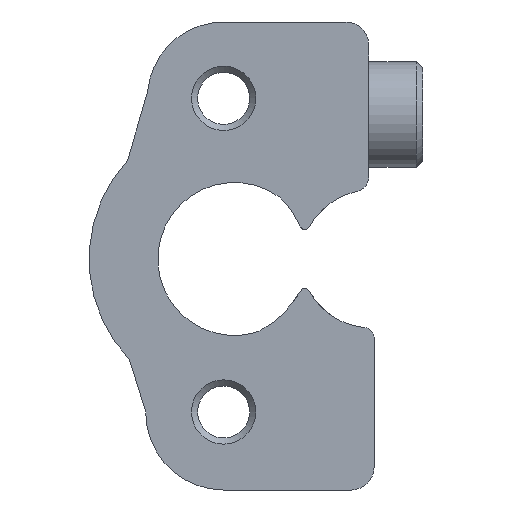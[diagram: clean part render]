
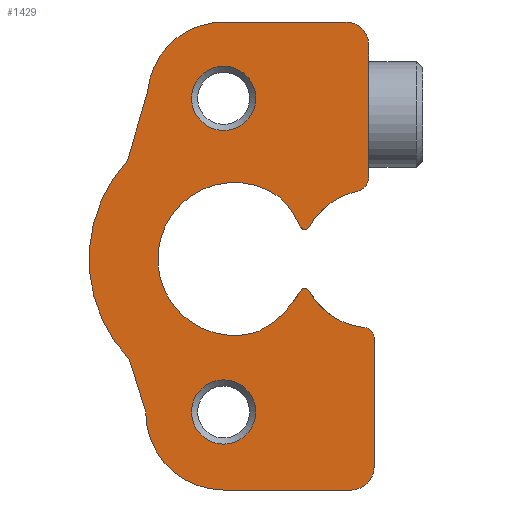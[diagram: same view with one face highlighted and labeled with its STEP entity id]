
A CAD part, front view. The second image highlights one B-rep face of the part: STEP entity #1429.
In plain terms, the highlighted planar face has unit normal (0, -1, 0).
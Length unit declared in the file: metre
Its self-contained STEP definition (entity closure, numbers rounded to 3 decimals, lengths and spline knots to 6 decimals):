
#34=B_SPLINE_CURVE_WITH_KNOTS('',3,(#2355,#2356,#2357,#2358),
 .UNSPECIFIED.,.F.,.F.,(4,4),(0.,1.),.UNSPECIFIED.);
#35=B_SPLINE_CURVE_WITH_KNOTS('',3,(#2369,#2370,#2371,#2372),
 .UNSPECIFIED.,.F.,.F.,(4,4),(0.,1.),.UNSPECIFIED.);
#114=PLANE('',#1603);
#131=CIRCLE('',#1478,0.0015);
#133=CIRCLE('',#1481,0.0015);
#138=CIRCLE('',#1488,0.001);
#145=CIRCLE('',#1500,0.00065);
#149=CIRCLE('',#1507,0.005279);
#150=CIRCLE('',#1509,0.005279);
#173=CIRCLE('',#1558,0.0021);
#174=CIRCLE('',#1560,0.0021);
#178=CIRCLE('',#1573,0.0051);
#180=CIRCLE('',#1577,0.00499);
#183=CIRCLE('',#1581,0.0045);
#184=CIRCLE('',#1583,0.0095);
#192=CIRCLE('',#1604,0.0045);
#193=CIRCLE('',#1605,0.0045);
#194=CIRCLE('',#1606,0.002);
#195=CIRCLE('',#1607,0.005);
#433=ORIENTED_EDGE('',*,*,#714,.F.);
#434=ORIENTED_EDGE('',*,*,#713,.F.);
#435=ORIENTED_EDGE('',*,*,#732,.T.);
#436=ORIENTED_EDGE('',*,*,#607,.T.);
#437=ORIENTED_EDGE('',*,*,#638,.F.);
#438=ORIENTED_EDGE('',*,*,#636,.T.);
#439=ORIENTED_EDGE('',*,*,#757,.T.);
#440=ORIENTED_EDGE('',*,*,#720,.T.);
#441=ORIENTED_EDGE('',*,*,#699,.T.);
#442=ORIENTED_EDGE('',*,*,#698,.F.);
#443=ORIENTED_EDGE('',*,*,#758,.F.);
#444=ORIENTED_EDGE('',*,*,#648,.F.);
#445=ORIENTED_EDGE('',*,*,#759,.F.);
#446=ORIENTED_EDGE('',*,*,#760,.T.);
#447=ORIENTED_EDGE('',*,*,#651,.F.);
#448=ORIENTED_EDGE('',*,*,#761,.T.);
#449=ORIENTED_EDGE('',*,*,#701,.T.);
#450=ORIENTED_EDGE('',*,*,#704,.F.);
#451=ORIENTED_EDGE('',*,*,#743,.T.);
#452=ORIENTED_EDGE('',*,*,#623,.T.);
#453=ORIENTED_EDGE('',*,*,#749,.T.);
#454=ORIENTED_EDGE('',*,*,#611,.T.);
#455=ORIENTED_EDGE('',*,*,#728,.T.);
#456=ORIENTED_EDGE('',*,*,#740,.F.);
#457=ORIENTED_EDGE('',*,*,#681,.T.);
#458=ORIENTED_EDGE('',*,*,#744,.T.);
#459=ORIENTED_EDGE('',*,*,#737,.F.);
#460=ORIENTED_EDGE('',*,*,#734,.T.);
#607=EDGE_CURVE('',#798,#799,#131,.T.);
#611=EDGE_CURVE('',#802,#803,#133,.T.);
#623=EDGE_CURVE('',#815,#814,#138,.T.);
#636=EDGE_CURVE('',#827,#826,#145,.T.);
#638=EDGE_CURVE('',#827,#799,#953,.T.);
#648=EDGE_CURVE('',#835,#836,#149,.T.);
#651=EDGE_CURVE('',#838,#839,#150,.T.);
#681=EDGE_CURVE('',#863,#865,#972,.T.);
#698=EDGE_CURVE('',#881,#882,#975,.T.);
#699=EDGE_CURVE('',#878,#882,#34,.T.);
#701=EDGE_CURVE('',#884,#883,#35,.T.);
#704=EDGE_CURVE('',#885,#883,#979,.T.);
#713=EDGE_CURVE('',#894,#894,#173,.T.);
#714=EDGE_CURVE('',#895,#895,#174,.T.);
#720=EDGE_CURVE('',#898,#878,#985,.T.);
#728=EDGE_CURVE('',#803,#904,#989,.T.);
#732=EDGE_CURVE('',#907,#798,#993,.T.);
#734=EDGE_CURVE('',#908,#907,#178,.T.);
#737=EDGE_CURVE('',#908,#910,#996,.T.);
#740=EDGE_CURVE('',#863,#904,#180,.T.);
#743=EDGE_CURVE('',#885,#815,#183,.T.);
#744=EDGE_CURVE('',#865,#910,#184,.T.);
#749=EDGE_CURVE('',#814,#802,#1000,.T.);
#757=EDGE_CURVE('',#826,#898,#192,.T.);
#758=EDGE_CURVE('',#836,#881,#193,.T.);
#759=EDGE_CURVE('',#918,#835,#194,.T.);
#760=EDGE_CURVE('',#918,#839,#195,.T.);
#761=EDGE_CURVE('',#838,#884,#1004,.T.);
#798=VERTEX_POINT('',#2103);
#799=VERTEX_POINT('',#2104);
#802=VERTEX_POINT('',#2112);
#803=VERTEX_POINT('',#2113);
#814=VERTEX_POINT('',#2140);
#815=VERTEX_POINT('',#2142);
#826=VERTEX_POINT('',#2170);
#827=VERTEX_POINT('',#2172);
#835=VERTEX_POINT('',#2194);
#836=VERTEX_POINT('',#2196);
#838=VERTEX_POINT('',#2208);
#839=VERTEX_POINT('',#2209);
#863=VERTEX_POINT('',#2280);
#865=VERTEX_POINT('',#2284);
#878=VERTEX_POINT('',#2342);
#881=VERTEX_POINT('',#2352);
#882=VERTEX_POINT('',#2354);
#883=VERTEX_POINT('',#2368);
#884=VERTEX_POINT('',#2373);
#885=VERTEX_POINT('',#2377);
#894=VERTEX_POINT('',#2405);
#895=VERTEX_POINT('',#2408);
#898=VERTEX_POINT('',#2449);
#904=VERTEX_POINT('',#2468);
#907=VERTEX_POINT('',#2476);
#908=VERTEX_POINT('',#2480);
#910=VERTEX_POINT('',#2486);
#918=VERTEX_POINT('',#2532);
#953=LINE('',#2175,#1039);
#972=LINE('',#2285,#1058);
#975=LINE('',#2353,#1061);
#979=LINE('',#2378,#1065);
#985=LINE('',#2448,#1071);
#989=LINE('',#2467,#1075);
#993=LINE('',#2475,#1079);
#996=LINE('',#2485,#1082);
#1000=LINE('',#2509,#1086);
#1004=LINE('',#2534,#1090);
#1039=VECTOR('',#1733,1.);
#1058=VECTOR('',#1826,1.);
#1061=VECTOR('',#1855,1.);
#1065=VECTOR('',#1861,1.);
#1071=VECTOR('',#1885,1.);
#1075=VECTOR('',#1907,1.);
#1079=VECTOR('',#1913,1.);
#1082=VECTOR('',#1924,1.);
#1086=VECTOR('',#1960,1.);
#1090=VECTOR('',#1996,1.);
#1198=EDGE_LOOP('',(#433));
#1199=EDGE_LOOP('',(#434));
#1200=EDGE_LOOP('',(#435,#436,#437,#438,#439,#440,#441,#442,#443,#444,#445,
#446,#447,#448,#449,#450,#451,#452,#453,#454,#455,#456,#457,#458,#459,#460));
#1325=FACE_BOUND('',#1198,.T.);
#1326=FACE_BOUND('',#1199,.T.);
#1327=FACE_BOUND('',#1200,.T.);
#1429=ADVANCED_FACE('',(#1325,#1326,#1327),#114,.T.);
#1478=AXIS2_PLACEMENT_3D('',#2102,#1670,#1671);
#1481=AXIS2_PLACEMENT_3D('',#2111,#1678,#1679);
#1488=AXIS2_PLACEMENT_3D('',#2141,#1698,#1699);
#1500=AXIS2_PLACEMENT_3D('',#2171,#1728,#1729);
#1507=AXIS2_PLACEMENT_3D('',#2195,#1750,#1751);
#1509=AXIS2_PLACEMENT_3D('',#2207,#1755,#1756);
#1558=AXIS2_PLACEMENT_3D('',#2404,#1876,#1877);
#1560=AXIS2_PLACEMENT_3D('',#2407,#1880,#1881);
#1573=AXIS2_PLACEMENT_3D('',#2479,#1917,#1918);
#1577=AXIS2_PLACEMENT_3D('',#2491,#1929,#1930);
#1581=AXIS2_PLACEMENT_3D('',#2495,#1937,#1938);
#1583=AXIS2_PLACEMENT_3D('',#2497,#1941,#1942);
#1603=AXIS2_PLACEMENT_3D('',#2528,#1986,#1987);
#1604=AXIS2_PLACEMENT_3D('',#2529,#1988,#1989);
#1605=AXIS2_PLACEMENT_3D('',#2530,#1990,#1991);
#1606=AXIS2_PLACEMENT_3D('',#2531,#1992,#1993);
#1607=AXIS2_PLACEMENT_3D('',#2533,#1994,#1995);
#1670=DIRECTION('',(0.,-1.,0.));
#1671=DIRECTION('',(0.,0.,1.));
#1678=DIRECTION('',(0.,-1.,0.));
#1679=DIRECTION('',(0.,0.,1.));
#1698=DIRECTION('',(0.,-1.,0.));
#1699=DIRECTION('',(0.,0.,1.));
#1728=DIRECTION('',(0.,-1.,0.));
#1729=DIRECTION('',(0.,0.,1.));
#1733=DIRECTION('',(0.,0.,-1.));
#1750=DIRECTION('',(0.,-1.,0.));
#1751=DIRECTION('',(0.,0.,-1.));
#1755=DIRECTION('',(0.,-1.,0.));
#1756=DIRECTION('',(0.,0.,1.));
#1826=DIRECTION('',(-0.279,0.,-0.96));
#1855=DIRECTION('',(0.585,0.,0.811));
#1861=DIRECTION('',(-0.585,0.,-0.811));
#1876=DIRECTION('',(0.,-1.,0.));
#1877=DIRECTION('',(0.,0.,-1.));
#1880=DIRECTION('',(0.,-1.,0.));
#1881=DIRECTION('',(0.,0.,-1.));
#1885=DIRECTION('',(-0.585,0.,0.811));
#1907=DIRECTION('',(-1.,0.,0.));
#1913=DIRECTION('',(1.,0.,0.));
#1917=DIRECTION('',(0.,-1.,0.));
#1918=DIRECTION('',(0.,0.,1.));
#1924=DIRECTION('',(-0.296,0.,0.955));
#1929=DIRECTION('',(0.,1.,0.));
#1930=DIRECTION('',(0.,0.,1.));
#1937=DIRECTION('',(0.,1.,0.));
#1938=DIRECTION('',(1.,0.,0.));
#1941=DIRECTION('',(0.,-1.,0.));
#1942=DIRECTION('',(0.,0.,1.));
#1960=DIRECTION('',(0.,0.,1.));
#1986=DIRECTION('',(0.,-1.,0.));
#1987=DIRECTION('',(1.,0.,0.));
#1988=DIRECTION('',(0.,1.,0.));
#1989=DIRECTION('',(1.,0.,0.));
#1990=DIRECTION('',(0.,-1.,0.));
#1991=DIRECTION('',(0.,0.,1.));
#1992=DIRECTION('',(0.,-1.,0.));
#1993=DIRECTION('',(0.,0.,-1.));
#1994=DIRECTION('',(0.,1.,0.));
#1995=DIRECTION('',(1.,0.,0.));
#1996=DIRECTION('',(0.585,0.,-0.811));
#2102=CARTESIAN_POINT('',(0.222676,0.008952,0.179016));
#2103=CARTESIAN_POINT('',(0.222676,0.008952,0.177516));
#2104=CARTESIAN_POINT('',(0.224176,0.008952,0.179016));
#2111=CARTESIAN_POINT('',(0.222326,0.008952,0.206606));
#2112=CARTESIAN_POINT('',(0.223826,0.008952,0.206606));
#2113=CARTESIAN_POINT('',(0.222326,0.008952,0.208106));
#2140=CARTESIAN_POINT('',(0.223826,0.008952,0.198001));
#2141=CARTESIAN_POINT('',(0.222826,0.008952,0.198001));
#2142=CARTESIAN_POINT('',(0.22303,0.008952,0.197022));
#2170=CARTESIAN_POINT('',(0.223579,0.008952,0.188131));
#2171=CARTESIAN_POINT('',(0.223526,0.008952,0.187483));
#2172=CARTESIAN_POINT('',(0.224176,0.008952,0.187483));
#2175=CARTESIAN_POINT('',(0.224176,0.008952,0.187483));
#2194=CARTESIAN_POINT('',(0.216909,0.008952,0.188045));
#2195=CARTESIAN_POINT('',(0.214464,0.008952,0.192724));
#2196=CARTESIAN_POINT('',(0.218881,0.008952,0.189831));
#2207=CARTESIAN_POINT('',(0.214464,0.008952,0.192724));
#2208=CARTESIAN_POINT('',(0.219319,0.008952,0.1948));
#2209=CARTESIAN_POINT('',(0.21797,0.008952,0.196672));
#2280=CARTESIAN_POINT('',(0.209376,0.008952,0.203564));
#2284=CARTESIAN_POINT('',(0.208068,0.008952,0.199062));
#2285=CARTESIAN_POINT('',(0.209376,0.008952,0.203564));
#2342=CARTESIAN_POINT('',(0.219889,0.008952,0.190548));
#2352=CARTESIAN_POINT('',(0.218997,0.008952,0.189985));
#2353=CARTESIAN_POINT('',(0.218997,0.008952,0.189985));
#2354=CARTESIAN_POINT('',(0.219402,0.008952,0.190548));
#2355=CARTESIAN_POINT('',(0.219889,0.008952,0.190548));
#2356=CARTESIAN_POINT('',(0.219727,0.008952,0.190773));
#2357=CARTESIAN_POINT('',(0.219565,0.008952,0.190773));
#2358=CARTESIAN_POINT('',(0.219402,0.008952,0.190548));
#2368=CARTESIAN_POINT('',(0.219889,0.008952,0.194684));
#2369=CARTESIAN_POINT('',(0.219402,0.008952,0.194684));
#2370=CARTESIAN_POINT('',(0.219565,0.008952,0.194459));
#2371=CARTESIAN_POINT('',(0.219727,0.008952,0.194459));
#2372=CARTESIAN_POINT('',(0.219889,0.008952,0.194684));
#2373=CARTESIAN_POINT('',(0.219402,0.008952,0.194684));
#2377=CARTESIAN_POINT('',(0.220295,0.008952,0.195247));
#2378=CARTESIAN_POINT('',(0.220295,0.008952,0.195247));
#2404=CARTESIAN_POINT('',(0.214346,0.008952,0.203116));
#2405=CARTESIAN_POINT('',(0.214346,0.008952,0.201016));
#2407=CARTESIAN_POINT('',(0.214346,0.008952,0.182616));
#2408=CARTESIAN_POINT('',(0.214346,0.008952,0.180516));
#2448=CARTESIAN_POINT('',(0.220295,0.008952,0.189985));
#2449=CARTESIAN_POINT('',(0.220295,0.008952,0.189985));
#2467=CARTESIAN_POINT('',(0.222326,0.008952,0.208106));
#2468=CARTESIAN_POINT('',(0.214346,0.008952,0.208106));
#2475=CARTESIAN_POINT('',(0.214346,0.008952,0.177516));
#2476=CARTESIAN_POINT('',(0.214346,0.008952,0.177516));
#2479=CARTESIAN_POINT('',(0.214346,0.008952,0.182616));
#2480=CARTESIAN_POINT('',(0.209246,0.008952,0.182616));
#2485=CARTESIAN_POINT('',(0.209246,0.008952,0.182616));
#2486=CARTESIAN_POINT('',(0.208182,0.008952,0.186048));
#2491=CARTESIAN_POINT('',(0.214346,0.008952,0.203116));
#2495=CARTESIAN_POINT('',(0.223946,0.008952,0.192616));
#2497=CARTESIAN_POINT('',(0.215046,0.008952,0.192616));
#2509=CARTESIAN_POINT('',(0.223826,0.008952,0.198001));
#2528=CARTESIAN_POINT('',(0.213846,0.008952,0.196571));
#2529=CARTESIAN_POINT('',(0.223946,0.008952,0.192616));
#2530=CARTESIAN_POINT('',(0.215346,0.008952,0.192616));
#2531=CARTESIAN_POINT('',(0.215808,0.008952,0.189714));
#2532=CARTESIAN_POINT('',(0.216316,0.008952,0.18778));
#2533=CARTESIAN_POINT('',(0.215046,0.008952,0.192616));
#2534=CARTESIAN_POINT('',(0.219319,0.008952,0.1948));
